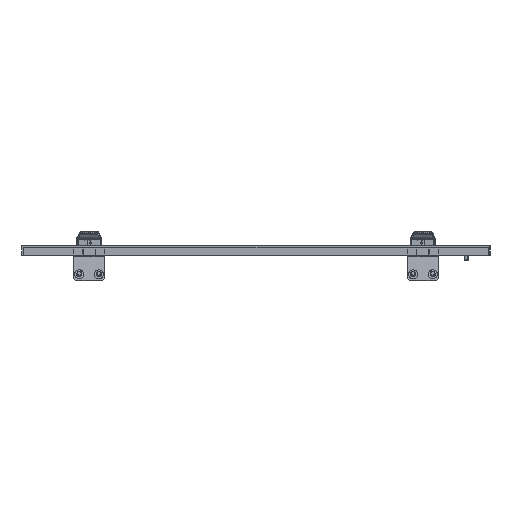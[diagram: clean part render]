
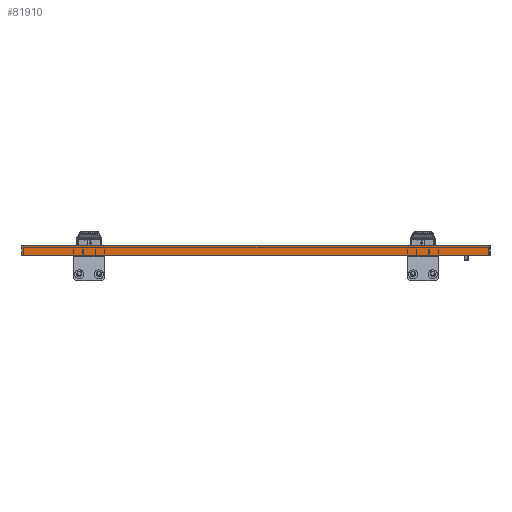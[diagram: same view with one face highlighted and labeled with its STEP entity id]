
A CAD part, left-side view. The second image highlights one B-rep face of the part: STEP entity #81910.
In plain terms, the highlighted planar face has unit normal (-1, 0, 0).
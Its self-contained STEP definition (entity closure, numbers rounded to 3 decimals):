
#4244 = ORIENTED_EDGE ( 'NONE', *, *, #94431, .F. ) ;
#7669 = DIRECTION ( 'NONE',  ( 0., 0., -1. ) ) ;
#9565 = VERTEX_POINT ( 'NONE', #27356 ) ;
#10711 = DIRECTION ( 'NONE',  ( 0., -1., 0. ) ) ;
#13130 = EDGE_CURVE ( 'NONE', #88098, #9565, #76420, .T. ) ;
#14543 = VECTOR ( 'NONE', #7669, 1000. ) ;
#25082 = CARTESIAN_POINT ( 'NONE',  ( -795., 0., 2.838 ) ) ;
#27356 = CARTESIAN_POINT ( 'NONE',  ( -795., 0., 0. ) ) ;
#29423 = CARTESIAN_POINT ( 'NONE',  ( -795., 0., -12.5 ) ) ;
#29565 = ORIENTED_EDGE ( 'NONE', *, *, #13130, .T. ) ;
#29651 = DIRECTION ( 'NONE',  ( 1., 0., 0. ) ) ;
#31497 = VECTOR ( 'NONE', #101714, 1000. ) ;
#31508 = CARTESIAN_POINT ( 'NONE',  ( -795., -298., 0. ) ) ;
#35641 = VECTOR ( 'NONE', #10711, 1000. ) ;
#35990 = LINE ( 'NONE', #87686, #35641 ) ;
#40456 = ORIENTED_EDGE ( 'NONE', *, *, #45774, .T. ) ;
#45233 = LINE ( 'NONE', #71623, #96764 ) ;
#45774 = EDGE_CURVE ( 'NONE', #9565, #69543, #50912, .T. ) ;
#49278 = AXIS2_PLACEMENT_3D ( 'NONE', #63926, #29651, #105506 ) ;
#50912 = LINE ( 'NONE', #25082, #14543 ) ;
#51909 = CARTESIAN_POINT ( 'NONE',  ( -795., -596., -12.5 ) ) ;
#53826 = PLANE ( 'NONE',  #49278 ) ;
#54379 = FACE_OUTER_BOUND ( 'NONE', #97631, .T. ) ;
#63926 = CARTESIAN_POINT ( 'NONE',  ( -795., -298., -2. ) ) ;
#67184 = ORIENTED_EDGE ( 'NONE', *, *, #93408, .T. ) ;
#69543 = VERTEX_POINT ( 'NONE', #29423 ) ;
#71623 = CARTESIAN_POINT ( 'NONE',  ( -795., -596., 2.838 ) ) ;
#76420 = LINE ( 'NONE', #31508, #31497 ) ;
#78954 = DIRECTION ( 'NONE',  ( 0., 0., -1. ) ) ;
#81910 = ADVANCED_FACE ( 'NONE', ( #54379 ), #53826, .F. ) ;
#87686 = CARTESIAN_POINT ( 'NONE',  ( -795., -298., -12.5 ) ) ;
#88098 = VERTEX_POINT ( 'NONE', #97821 ) ;
#93408 = EDGE_CURVE ( 'NONE', #69543, #109643, #35990, .T. ) ;
#94431 = EDGE_CURVE ( 'NONE', #88098, #109643, #45233, .T. ) ;
#96764 = VECTOR ( 'NONE', #78954, 1000. ) ;
#97631 = EDGE_LOOP ( 'NONE', ( #40456, #67184, #4244, #29565 ) ) ;
#97821 = CARTESIAN_POINT ( 'NONE',  ( -795., -596., 0. ) ) ;
#101714 = DIRECTION ( 'NONE',  ( 0., 1., 0. ) ) ;
#105506 = DIRECTION ( 'NONE',  ( 0., -1., 0. ) ) ;
#109643 = VERTEX_POINT ( 'NONE', #51909 ) ;
